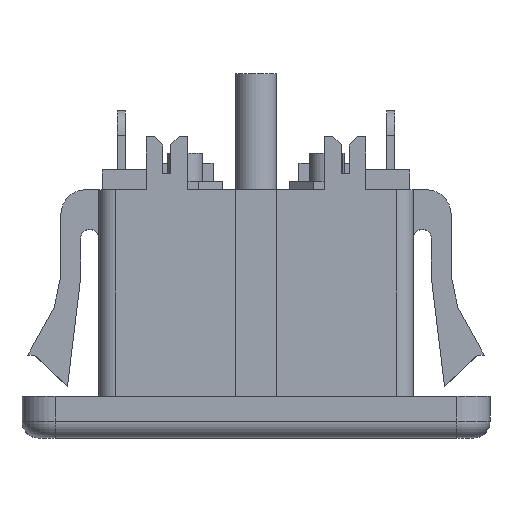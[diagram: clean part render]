
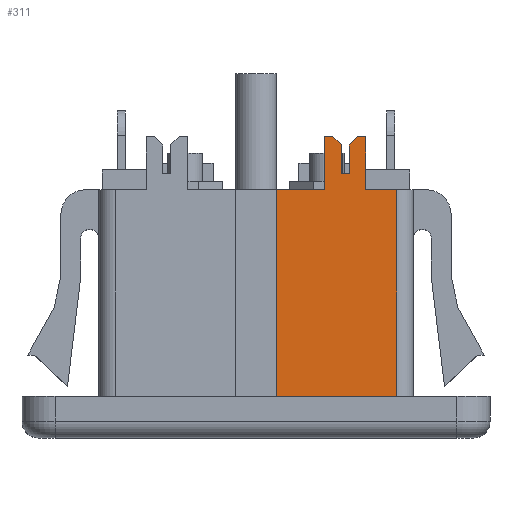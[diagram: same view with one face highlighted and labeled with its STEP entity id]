
A CAD part, top view. The second image highlights one B-rep face of the part: STEP entity #311.
In plain terms, the highlighted planar face has unit normal (0, 0, 1).
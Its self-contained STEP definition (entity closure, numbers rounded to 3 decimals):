
#14 = CARTESIAN_POINT ( 'NONE',  ( 6.15, 18.2, 6. ) ) ;
#15 = EDGE_CURVE ( 'NONE', #701, #4179, #4432, .T. ) ;
#36 = EDGE_CURVE ( 'NONE', #111, #1959, #2836, .T. ) ;
#110 = VERTEX_POINT ( 'NONE', #2694 ) ;
#111 = VERTEX_POINT ( 'NONE', #758 ) ;
#143 = EDGE_CURVE ( 'NONE', #4232, #2464, #778, .T. ) ;
#179 = CARTESIAN_POINT ( 'NONE',  ( 5.65, 17.7, 6. ) ) ;
#227 = VECTOR ( 'NONE', #2594, 1000. ) ;
#251 = ORIENTED_EDGE ( 'NONE', *, *, #5694, .F. ) ;
#296 = VECTOR ( 'NONE', #2560, 1000. ) ;
#311 = ADVANCED_FACE ( 'NONE', ( #2764 ), #4300, .F. ) ;
#348 = VERTEX_POINT ( 'NONE', #2243 ) ;
#388 = DIRECTION ( 'NONE',  ( 0., 0., -1. ) ) ;
#409 = DIRECTION ( 'NONE',  ( 1., 0., 0. ) ) ;
#429 = LINE ( 'NONE', #1592, #5468 ) ;
#466 = VECTOR ( 'NONE', #5716, 1000. ) ;
#554 = CARTESIAN_POINT ( 'NONE',  ( 5.15, 17.7, 6. ) ) ;
#701 = VERTEX_POINT ( 'NONE', #3656 ) ;
#758 = CARTESIAN_POINT ( 'NONE',  ( 4.15, 18.2, 6. ) ) ;
#777 = DIRECTION ( 'NONE',  ( 0., 1., 0. ) ) ;
#778 = LINE ( 'NONE', #1263, #5811 ) ;
#785 = ORIENTED_EDGE ( 'NONE', *, *, #2806, .T. ) ;
#921 = CARTESIAN_POINT ( 'NONE',  ( 6.15, 18.2, 6. ) ) ;
#972 = ORIENTED_EDGE ( 'NONE', *, *, #1688, .F. ) ;
#983 = AXIS2_PLACEMENT_3D ( 'NONE', #3350, #388, #1377 ) ;
#1120 = ORIENTED_EDGE ( 'NONE', *, *, #4002, .T. ) ;
#1201 = VECTOR ( 'NONE', #5442, 1000. ) ;
#1263 = CARTESIAN_POINT ( 'NONE',  ( 5.15, 16., 6. ) ) ;
#1291 = LINE ( 'NONE', #14, #4051 ) ;
#1377 = DIRECTION ( 'NONE',  ( -1., 0., 0. ) ) ;
#1379 = CARTESIAN_POINT ( 'NONE',  ( 4.15, 15., 6. ) ) ;
#1381 = ORIENTED_EDGE ( 'NONE', *, *, #2185, .T. ) ;
#1562 = ORIENTED_EDGE ( 'NONE', *, *, #3707, .T. ) ;
#1592 = CARTESIAN_POINT ( 'NONE',  ( 1.25, 15., 6. ) ) ;
#1606 = LINE ( 'NONE', #4024, #296 ) ;
#1672 = EDGE_CURVE ( 'NONE', #2464, #1901, #2123, .T. ) ;
#1688 = EDGE_CURVE ( 'NONE', #3550, #1959, #3271, .T. ) ;
#1694 = VECTOR ( 'NONE', #3061, 1000. ) ;
#1731 = ORIENTED_EDGE ( 'NONE', *, *, #1672, .T. ) ;
#1746 = CARTESIAN_POINT ( 'NONE',  ( 6.65, 18.2, 6. ) ) ;
#1899 = CARTESIAN_POINT ( 'NONE',  ( 1.25, 15., 6. ) ) ;
#1901 = VERTEX_POINT ( 'NONE', #5709 ) ;
#1924 = LINE ( 'NONE', #4797, #466 ) ;
#1934 = VERTEX_POINT ( 'NONE', #4676 ) ;
#1959 = VERTEX_POINT ( 'NONE', #1379 ) ;
#1977 = VECTOR ( 'NONE', #6332, 1000. ) ;
#2123 = LINE ( 'NONE', #554, #1977 ) ;
#2133 = DIRECTION ( 'NONE',  ( 1., 0., 0. ) ) ;
#2185 = EDGE_CURVE ( 'NONE', #4179, #3929, #4112, .T. ) ;
#2188 = CARTESIAN_POINT ( 'NONE',  ( 5.15, 17.7, 6. ) ) ;
#2243 = CARTESIAN_POINT ( 'NONE',  ( 8.5, 15., 6. ) ) ;
#2250 = EDGE_CURVE ( 'NONE', #1901, #111, #5090, .T. ) ;
#2464 = VERTEX_POINT ( 'NONE', #2188 ) ;
#2510 = LINE ( 'NONE', #3247, #6086 ) ;
#2548 = ORIENTED_EDGE ( 'NONE', *, *, #15, .T. ) ;
#2560 = DIRECTION ( 'NONE',  ( 0., -1., 0. ) ) ;
#2566 = CARTESIAN_POINT ( 'NONE',  ( 6.65, 15., 6. ) ) ;
#2594 = DIRECTION ( 'NONE',  ( 0., -1., 0. ) ) ;
#2694 = CARTESIAN_POINT ( 'NONE',  ( 1.25, 2.5, 6. ) ) ;
#2749 = VERTEX_POINT ( 'NONE', #179 ) ;
#2764 = FACE_OUTER_BOUND ( 'NONE', #5970, .T. ) ;
#2792 = ORIENTED_EDGE ( 'NONE', *, *, #5492, .F. ) ;
#2801 = VECTOR ( 'NONE', #5900, 1000. ) ;
#2806 = EDGE_CURVE ( 'NONE', #2749, #2885, #1924, .T. ) ;
#2817 = CARTESIAN_POINT ( 'NONE',  ( 5.65, 16., 6. ) ) ;
#2836 = LINE ( 'NONE', #5996, #227 ) ;
#2885 = VERTEX_POINT ( 'NONE', #2817 ) ;
#2949 = VECTOR ( 'NONE', #5556, 1000. ) ;
#3032 = CARTESIAN_POINT ( 'NONE',  ( 6.65, 18.2, 6. ) ) ;
#3061 = DIRECTION ( 'NONE',  ( 0., 1., 0. ) ) ;
#3196 = EDGE_CURVE ( 'NONE', #3550, #110, #1606, .T. ) ;
#3201 = VECTOR ( 'NONE', #5844, 1000. ) ;
#3247 = CARTESIAN_POINT ( 'NONE',  ( 1.25, 2.5, 6. ) ) ;
#3271 = LINE ( 'NONE', #4760, #4402 ) ;
#3350 = CARTESIAN_POINT ( 'NONE',  ( 1.25, 15., 6. ) ) ;
#3487 = ORIENTED_EDGE ( 'NONE', *, *, #2250, .T. ) ;
#3550 = VERTEX_POINT ( 'NONE', #1899 ) ;
#3570 = ORIENTED_EDGE ( 'NONE', *, *, #143, .T. ) ;
#3656 = CARTESIAN_POINT ( 'NONE',  ( 6.65, 15., 6. ) ) ;
#3707 = EDGE_CURVE ( 'NONE', #3929, #2749, #1291, .T. ) ;
#3929 = VERTEX_POINT ( 'NONE', #921 ) ;
#3949 = ORIENTED_EDGE ( 'NONE', *, *, #3196, .T. ) ;
#4002 = EDGE_CURVE ( 'NONE', #2885, #4232, #4481, .T. ) ;
#4024 = CARTESIAN_POINT ( 'NONE',  ( 1.25, 15., 6. ) ) ;
#4051 = VECTOR ( 'NONE', #4424, 1000. ) ;
#4078 = ORIENTED_EDGE ( 'NONE', *, *, #36, .T. ) ;
#4112 = LINE ( 'NONE', #1746, #2801 ) ;
#4179 = VERTEX_POINT ( 'NONE', #3032 ) ;
#4232 = VERTEX_POINT ( 'NONE', #5009 ) ;
#4242 = LINE ( 'NONE', #5106, #2949 ) ;
#4300 = PLANE ( 'NONE',  #983 ) ;
#4389 = CARTESIAN_POINT ( 'NONE',  ( 5.65, 16., 6. ) ) ;
#4402 = VECTOR ( 'NONE', #2133, 1000. ) ;
#4409 = EDGE_CURVE ( 'NONE', #110, #1934, #2510, .T. ) ;
#4424 = DIRECTION ( 'NONE',  ( -0.707, -0.707, 0. ) ) ;
#4432 = LINE ( 'NONE', #2566, #1694 ) ;
#4481 = LINE ( 'NONE', #4389, #3201 ) ;
#4676 = CARTESIAN_POINT ( 'NONE',  ( 8.5, 2.5, 6. ) ) ;
#4760 = CARTESIAN_POINT ( 'NONE',  ( 1.25, 15., 6. ) ) ;
#4797 = CARTESIAN_POINT ( 'NONE',  ( 5.65, 17.7, 6. ) ) ;
#5009 = CARTESIAN_POINT ( 'NONE',  ( 5.15, 16., 6. ) ) ;
#5090 = LINE ( 'NONE', #5939, #1201 ) ;
#5106 = CARTESIAN_POINT ( 'NONE',  ( 8.5, 15., 6. ) ) ;
#5442 = DIRECTION ( 'NONE',  ( -1., 0., 0. ) ) ;
#5468 = VECTOR ( 'NONE', #5491, 1000. ) ;
#5491 = DIRECTION ( 'NONE',  ( 1., 0., 0. ) ) ;
#5492 = EDGE_CURVE ( 'NONE', #348, #1934, #4242, .T. ) ;
#5556 = DIRECTION ( 'NONE',  ( 0., -1., 0. ) ) ;
#5694 = EDGE_CURVE ( 'NONE', #701, #348, #429, .T. ) ;
#5709 = CARTESIAN_POINT ( 'NONE',  ( 4.65, 18.2, 6. ) ) ;
#5716 = DIRECTION ( 'NONE',  ( 0., -1., 0. ) ) ;
#5792 = ORIENTED_EDGE ( 'NONE', *, *, #4409, .T. ) ;
#5811 = VECTOR ( 'NONE', #777, 1000. ) ;
#5844 = DIRECTION ( 'NONE',  ( -1., 0., 0. ) ) ;
#5900 = DIRECTION ( 'NONE',  ( -1., 0., 0. ) ) ;
#5939 = CARTESIAN_POINT ( 'NONE',  ( 4.65, 18.2, 6. ) ) ;
#5970 = EDGE_LOOP ( 'NONE', ( #5792, #2792, #251, #2548, #1381, #1562, #785, #1120, #3570, #1731, #3487, #4078, #972, #3949 ) ) ;
#5996 = CARTESIAN_POINT ( 'NONE',  ( 4.15, 15., 6. ) ) ;
#6086 = VECTOR ( 'NONE', #409, 1000. ) ;
#6332 = DIRECTION ( 'NONE',  ( -0.707, 0.707, 0. ) ) ;
